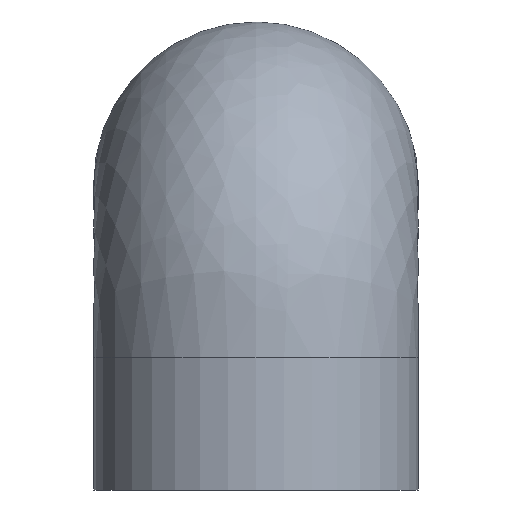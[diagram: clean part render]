
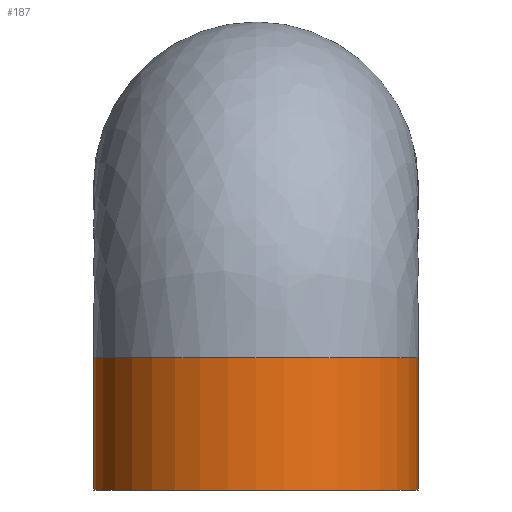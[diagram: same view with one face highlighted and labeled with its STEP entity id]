
A CAD part, front view. The second image highlights one B-rep face of the part: STEP entity #187.
In plain terms, the highlighted cylindrical face has radius 38 mm (diameter 76 mm), a full revolution.
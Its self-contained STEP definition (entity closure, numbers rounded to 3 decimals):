
#32=FACE_BOUND($,#59,.T.);
#41=FACE_OUTER_BOUND($,#58,.T.);
#58=EDGE_LOOP($,(#167,#168,#169));
#59=EDGE_LOOP($,(#170));
#75=CIRCLE($,#210,38.);
#76=CIRCLE($,#211,38.);
#77=CIRCLE($,#212,38.);
#82=CIRCLE($,#220,38.);
#96=VERTEX_POINT($,#1666);
#97=VERTEX_POINT($,#1667);
#98=VERTEX_POINT($,#1669);
#103=VERTEX_POINT($,#1695);
#118=EDGE_CURVE($,#96,#97,#75,.T.);
#119=EDGE_CURVE($,#97,#98,#76,.T.);
#120=EDGE_CURVE($,#98,#96,#77,.T.);
#126=EDGE_CURVE($,#103,#103,#82,.T.);
#167=ORIENTED_EDGE($,*,*,#119,.F.);
#168=ORIENTED_EDGE($,*,*,#118,.F.);
#169=ORIENTED_EDGE($,*,*,#120,.F.);
#170=ORIENTED_EDGE($,*,*,#126,.F.);
#177=CYLINDRICAL_SURFACE($,#219,38.);
#187=ADVANCED_FACE($,(#41,#32),#177,.T.);
#210=AXIS2_PLACEMENT_3D($,#1668,#260,#261);
#211=AXIS2_PLACEMENT_3D($,#1670,#262,#263);
#212=AXIS2_PLACEMENT_3D($,#1671,#264,#265);
#219=AXIS2_PLACEMENT_3D($,#1694,#278,#279);
#220=AXIS2_PLACEMENT_3D($,#1696,#280,#281);
#260=DIRECTION('center_axis',(0.,0.,1.));
#261=DIRECTION('ref_axis',(-1.,0.,0.));
#262=DIRECTION('center_axis',(0.,0.,1.));
#263=DIRECTION('ref_axis',(-1.,0.,0.));
#264=DIRECTION('center_axis',(0.,0.,1.));
#265=DIRECTION('ref_axis',(-1.,0.,0.));
#278=DIRECTION('center_axis',(0.,0.,1.));
#279=DIRECTION('ref_axis',(-1.,0.,0.));
#280=DIRECTION('center_axis',(0.,0.,-1.));
#281=DIRECTION('ref_axis',(-1.,0.,0.));
#1666=CARTESIAN_POINT('',(0.,-38.,31.));
#1667=CARTESIAN_POINT('',(38.,0.,31.));
#1668=CARTESIAN_POINT('Origin',(0.,0.,31.));
#1669=CARTESIAN_POINT('',(-38.,0.,31.));
#1670=CARTESIAN_POINT('Origin',(0.,0.,31.));
#1671=CARTESIAN_POINT('Origin',(0.,0.,31.));
#1694=CARTESIAN_POINT('Origin',(0.,0.,0.));
#1695=CARTESIAN_POINT('',(38.,0.,0.));
#1696=CARTESIAN_POINT('Origin',(0.,0.,0.));
